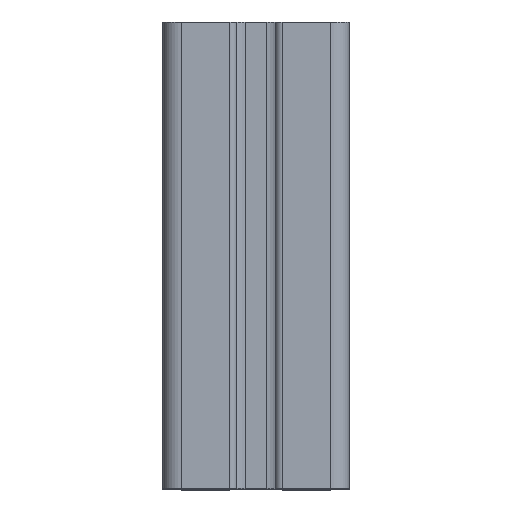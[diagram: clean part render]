
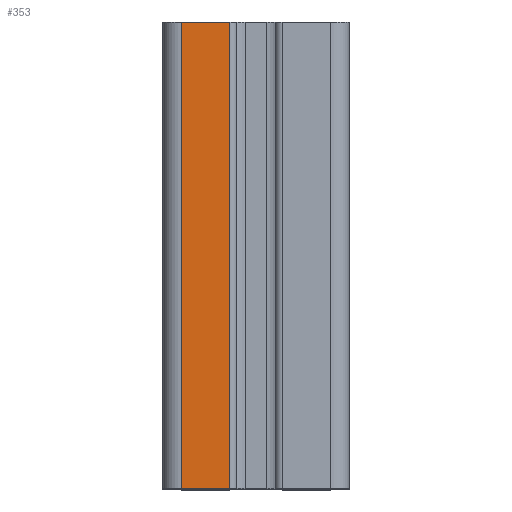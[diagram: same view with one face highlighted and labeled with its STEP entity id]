
A CAD part, top view. The second image highlights one B-rep face of the part: STEP entity #353.
In plain terms, the highlighted planar face has unit normal (0, 0, 1).
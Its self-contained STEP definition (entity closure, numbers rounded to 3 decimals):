
#353 = ADVANCED_FACE( '', ( #917 ), #918, .T. );
#917 = FACE_OUTER_BOUND( '', #1712, .T. );
#918 = PLANE( '', #1713 );
#1712 = EDGE_LOOP( '', ( #2686, #2687, #2688, #2689 ) );
#1713 = AXIS2_PLACEMENT_3D( '', #2690, #2691, #2692 );
#2686 = ORIENTED_EDGE( '', *, *, #5101, .F. );
#2687 = ORIENTED_EDGE( '', *, *, #5102, .F. );
#2688 = ORIENTED_EDGE( '', *, *, #5103, .T. );
#2689 = ORIENTED_EDGE( '', *, *, #5104, .T. );
#2690 = CARTESIAN_POINT( '', ( -5.6, 100., 100. ) );
#2691 = DIRECTION( '', ( 0., 0., 1. ) );
#2692 = DIRECTION( '', ( 1., 0., 0. ) );
#5101 = EDGE_CURVE( '', #6254, #6255, #6256, .T. );
#5102 = EDGE_CURVE( '', #6257, #6254, #6258, .T. );
#5103 = EDGE_CURVE( '', #6257, #6259, #6260, .T. );
#5104 = EDGE_CURVE( '', #6259, #6255, #6261, .T. );
#6254 = VERTEX_POINT( '', #7863 );
#6255 = VERTEX_POINT( '', #7864 );
#6256 = LINE( '', #7865, #7866 );
#6257 = VERTEX_POINT( '', #7867 );
#6258 = LINE( '', #7868, #7869 );
#6259 = VERTEX_POINT( '', #7870 );
#6260 = LINE( '', #7871, #7872 );
#6261 = LINE( '', #7873, #7874 );
#7863 = CARTESIAN_POINT( '', ( -5.6, 0., 100. ) );
#7864 = CARTESIAN_POINT( '', ( -16., 0., 100. ) );
#7865 = CARTESIAN_POINT( '', ( -5.6, 0., 100. ) );
#7866 = VECTOR( '', #9654, 1000. );
#7867 = CARTESIAN_POINT( '', ( -5.6, 100., 100. ) );
#7868 = CARTESIAN_POINT( '', ( -5.6, 100., 100. ) );
#7869 = VECTOR( '', #9655, 1000. );
#7870 = CARTESIAN_POINT( '', ( -16., 100., 100. ) );
#7871 = CARTESIAN_POINT( '', ( -5.6, 100., 100. ) );
#7872 = VECTOR( '', #9656, 1000. );
#7873 = CARTESIAN_POINT( '', ( -16., 100., 100. ) );
#7874 = VECTOR( '', #9657, 1000. );
#9654 = DIRECTION( '', ( -1., 0., 0. ) );
#9655 = DIRECTION( '', ( 0., -1., 0. ) );
#9656 = DIRECTION( '', ( -1., 0., 0. ) );
#9657 = DIRECTION( '', ( 0., -1., 0. ) );
